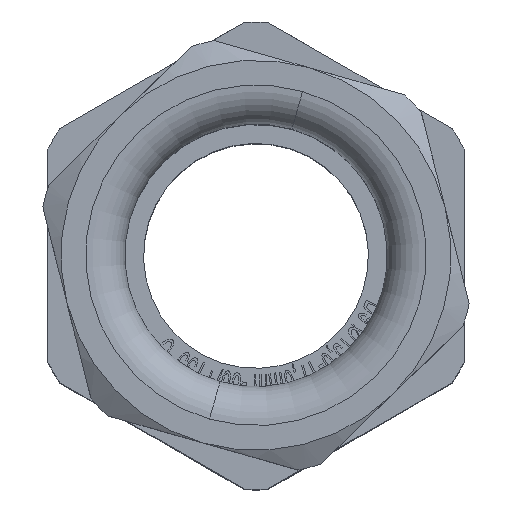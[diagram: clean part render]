
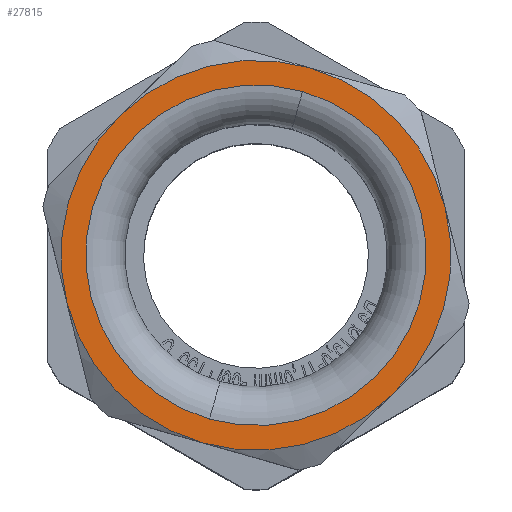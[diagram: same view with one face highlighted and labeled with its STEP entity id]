
A CAD part, top view. The second image highlights one B-rep face of the part: STEP entity #27815.
In plain terms, the highlighted face is planar.
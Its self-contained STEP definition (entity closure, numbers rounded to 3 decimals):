
#135 = DIRECTION ( 'NONE',  ( 0., 0., -1. ) ) ;
#608 = DIRECTION ( 'NONE',  ( 0., 0., -1. ) ) ;
#3121 = CARTESIAN_POINT ( 'NONE',  ( -12.99, 5., -7.5 ) ) ;
#3425 = VERTEX_POINT ( 'NONE', #3121 ) ;
#3927 = CARTESIAN_POINT ( 'NONE',  ( 12.99, 5., 7.5 ) ) ;
#3989 = AXIS2_PLACEMENT_3D ( 'NONE', #32991, #46519, #32383 ) ;
#4889 = ORIENTED_EDGE ( 'NONE', *, *, #8258, .F. ) ;
#6379 = AXIS2_PLACEMENT_3D ( 'NONE', #21785, #6721, #35050 ) ;
#6495 = CARTESIAN_POINT ( 'NONE',  ( 0., 5., 0. ) ) ;
#6505 = CARTESIAN_POINT ( 'NONE',  ( 0., 5., 0. ) ) ;
#6721 = DIRECTION ( 'NONE',  ( 0., -1., 0. ) ) ;
#7369 = CARTESIAN_POINT ( 'NONE',  ( 0., 5., -15. ) ) ;
#8258 = EDGE_CURVE ( 'NONE', #44427, #55361, #31417, .T. ) ;
#8892 = EDGE_LOOP ( 'NONE', ( #13617, #17399 ) ) ;
#8908 = CARTESIAN_POINT ( 'NONE',  ( 0., 5., 0. ) ) ;
#9799 = ORIENTED_EDGE ( 'NONE', *, *, #23347, .F. ) ;
#11019 = AXIS2_PLACEMENT_3D ( 'NONE', #27313, #50991, #46074 ) ;
#12056 = AXIS2_PLACEMENT_3D ( 'NONE', #17454, #60522, #23006 ) ;
#13555 = CARTESIAN_POINT ( 'NONE',  ( 0., 5., 0. ) ) ;
#13596 = FACE_BOUND ( 'NONE', #8892, .T. ) ;
#13617 = ORIENTED_EDGE ( 'NONE', *, *, #18141, .T. ) ;
#14562 = DIRECTION ( 'NONE',  ( 0., -1., 0. ) ) ;
#17399 = ORIENTED_EDGE ( 'NONE', *, *, #40072, .T. ) ;
#17454 = CARTESIAN_POINT ( 'NONE',  ( 0., 5., 0. ) ) ;
#18141 = EDGE_CURVE ( 'NONE', #39445, #45597, #60450, .T. ) ;
#21785 = CARTESIAN_POINT ( 'NONE',  ( 0., 5., 0. ) ) ;
#22561 = EDGE_LOOP ( 'NONE', ( #9799, #46929, #4889, #44977, #28038, #22629 ) ) ;
#22629 = ORIENTED_EDGE ( 'NONE', *, *, #25580, .F. ) ;
#22743 = AXIS2_PLACEMENT_3D ( 'NONE', #13555, #51408, #60628 ) ;
#23006 = DIRECTION ( 'NONE',  ( 0., 0., -1. ) ) ;
#23347 = EDGE_CURVE ( 'NONE', #38308, #34852, #57801, .T. ) ;
#23797 = CIRCLE ( 'NONE', #11019, 15. ) ;
#25059 = CIRCLE ( 'NONE', #6379, 15. ) ;
#25580 = EDGE_CURVE ( 'NONE', #34852, #3425, #42188, .T. ) ;
#26053 = AXIS2_PLACEMENT_3D ( 'NONE', #6495, #34205, #33903 ) ;
#27313 = CARTESIAN_POINT ( 'NONE',  ( 0., 5., 0. ) ) ;
#27815 = ADVANCED_FACE ( 'NONE', ( #13596, #56068 ), #55766, .T. ) ;
#28038 = ORIENTED_EDGE ( 'NONE', *, *, #30267, .F. ) ;
#28157 = CARTESIAN_POINT ( 'NONE',  ( 0., 5., 13.1 ) ) ;
#28312 = AXIS2_PLACEMENT_3D ( 'NONE', #52421, #14562, #135 ) ;
#28810 = CIRCLE ( 'NONE', #12056, 15. ) ;
#30267 = EDGE_CURVE ( 'NONE', #3425, #36663, #25059, .T. ) ;
#31417 = CIRCLE ( 'NONE', #44206, 15. ) ;
#32383 = DIRECTION ( 'NONE',  ( 0., 0., 1. ) ) ;
#32991 = CARTESIAN_POINT ( 'NONE',  ( 0., 5., 0. ) ) ;
#33903 = DIRECTION ( 'NONE',  ( 0., 0., 1. ) ) ;
#34205 = DIRECTION ( 'NONE',  ( 0., -1., 0. ) ) ;
#34834 = DIRECTION ( 'NONE',  ( 0., 0., -1. ) ) ;
#34852 = VERTEX_POINT ( 'NONE', #52659 ) ;
#35050 = DIRECTION ( 'NONE',  ( 0., 0., -1. ) ) ;
#36663 = VERTEX_POINT ( 'NONE', #7369 ) ;
#36917 = DIRECTION ( 'NONE',  ( 0., -1., 0. ) ) ;
#38308 = VERTEX_POINT ( 'NONE', #49717 ) ;
#39445 = VERTEX_POINT ( 'NONE', #28157 ) ;
#39489 = CIRCLE ( 'NONE', #22743, 13.1 ) ;
#40072 = EDGE_CURVE ( 'NONE', #45597, #39445, #39489, .T. ) ;
#40923 = CARTESIAN_POINT ( 'NONE',  ( 12.99, 5., -7.5 ) ) ;
#42188 = CIRCLE ( 'NONE', #49090, 15. ) ;
#42268 = EDGE_CURVE ( 'NONE', #36663, #44427, #23797, .T. ) ;
#44206 = AXIS2_PLACEMENT_3D ( 'NONE', #6505, #44336, #34834 ) ;
#44336 = DIRECTION ( 'NONE',  ( 0., -1., 0. ) ) ;
#44427 = VERTEX_POINT ( 'NONE', #40923 ) ;
#44581 = EDGE_CURVE ( 'NONE', #55361, #38308, #28810, .T. ) ;
#44977 = ORIENTED_EDGE ( 'NONE', *, *, #42268, .F. ) ;
#45597 = VERTEX_POINT ( 'NONE', #49114 ) ;
#46074 = DIRECTION ( 'NONE',  ( 0., 0., -1. ) ) ;
#46519 = DIRECTION ( 'NONE',  ( 0., 1., 0. ) ) ;
#46929 = ORIENTED_EDGE ( 'NONE', *, *, #44581, .F. ) ;
#49090 = AXIS2_PLACEMENT_3D ( 'NONE', #8908, #36917, #608 ) ;
#49114 = CARTESIAN_POINT ( 'NONE',  ( 0., 5., -13.1 ) ) ;
#49717 = CARTESIAN_POINT ( 'NONE',  ( 0., 5., 15. ) ) ;
#50991 = DIRECTION ( 'NONE',  ( 0., -1., 0. ) ) ;
#51408 = DIRECTION ( 'NONE',  ( 0., -1., 0. ) ) ;
#52421 = CARTESIAN_POINT ( 'NONE',  ( 0., 5., 0. ) ) ;
#52659 = CARTESIAN_POINT ( 'NONE',  ( -12.99, 5., 7.5 ) ) ;
#55361 = VERTEX_POINT ( 'NONE', #3927 ) ;
#55766 = PLANE ( 'NONE',  #3989 ) ;
#56068 = FACE_OUTER_BOUND ( 'NONE', #22561, .T. ) ;
#57801 = CIRCLE ( 'NONE', #28312, 15. ) ;
#60450 = CIRCLE ( 'NONE', #26053, 13.1 ) ;
#60522 = DIRECTION ( 'NONE',  ( 0., -1., 0. ) ) ;
#60628 = DIRECTION ( 'NONE',  ( 0., 0., 1. ) ) ;
